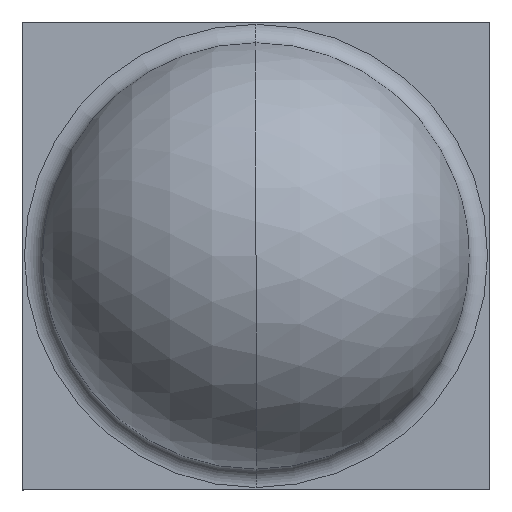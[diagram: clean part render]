
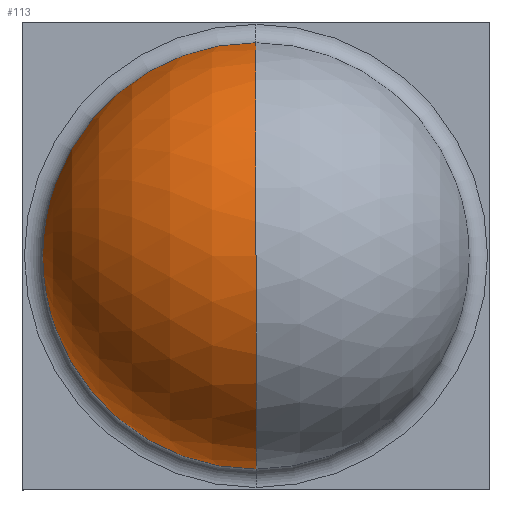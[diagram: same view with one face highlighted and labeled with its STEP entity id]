
A CAD part, top view. The second image highlights one B-rep face of the part: STEP entity #113.
In plain terms, the highlighted spherical face has radius 2.3 mm.
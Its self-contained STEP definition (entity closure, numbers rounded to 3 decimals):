
#23 = DIRECTION ( 'NONE',  ( 0., -1., 0. ) ) ;
#28 = DIRECTION ( 'NONE',  ( 0., 0., -1. ) ) ;
#42 = SPHERICAL_SURFACE ( 'NONE', #830, 2.3 ) ;
#56 = CIRCLE ( 'NONE', #95, 2.3 ) ;
#70 = CARTESIAN_POINT ( 'NONE',  ( 0., 1.207, 2.277 ) ) ;
#83 = DIRECTION ( 'NONE',  ( 0., 0., 1. ) ) ;
#91 = DIRECTION ( 'NONE',  ( 1., 0., 0. ) ) ;
#95 = AXIS2_PLACEMENT_3D ( 'NONE', #407, #703, #83 ) ;
#113 = ADVANCED_FACE ( 'NONE', ( #929 ), #42, .T. ) ;
#119 = VERTEX_POINT ( 'NONE', #722 ) ;
#212 = AXIS2_PLACEMENT_3D ( 'NONE', #1227, #292, #616 ) ;
#256 = EDGE_CURVE ( 'NONE', #119, #1004, #1130, .T. ) ;
#292 = DIRECTION ( 'NONE',  ( 1., 0., 0. ) ) ;
#296 = EDGE_CURVE ( 'NONE', #119, #699, #56, .T. ) ;
#407 = CARTESIAN_POINT ( 'NONE',  ( 0., 0.885, 0. ) ) ;
#473 = CARTESIAN_POINT ( 'NONE',  ( 0., 1.207, -2.277 ) ) ;
#516 = EDGE_LOOP ( 'NONE', ( #648, #801, #1341 ) ) ;
#556 = AXIS2_PLACEMENT_3D ( 'NONE', #757, #23, #28 ) ;
#616 = DIRECTION ( 'NONE',  ( 0., 0., -1. ) ) ;
#631 = DIRECTION ( 'NONE',  ( 0., 0., -1. ) ) ;
#648 = ORIENTED_EDGE ( 'NONE', *, *, #296, .F. ) ;
#699 = VERTEX_POINT ( 'NONE', #473 ) ;
#703 = DIRECTION ( 'NONE',  ( -1., 0., 0. ) ) ;
#722 = CARTESIAN_POINT ( 'NONE',  ( 0., 3.185, 0. ) ) ;
#757 = CARTESIAN_POINT ( 'NONE',  ( 0., 1.207, 0. ) ) ;
#801 = ORIENTED_EDGE ( 'NONE', *, *, #256, .T. ) ;
#830 = AXIS2_PLACEMENT_3D ( 'NONE', #1025, #91, #631 ) ;
#929 = FACE_OUTER_BOUND ( 'NONE', #516, .T. ) ;
#1004 = VERTEX_POINT ( 'NONE', #70 ) ;
#1025 = CARTESIAN_POINT ( 'NONE',  ( 0., 0.885, 0. ) ) ;
#1096 = CIRCLE ( 'NONE', #556, 2.277 ) ;
#1130 = CIRCLE ( 'NONE', #212, 2.3 ) ;
#1227 = CARTESIAN_POINT ( 'NONE',  ( 0., 0.885, 0. ) ) ;
#1332 = EDGE_CURVE ( 'NONE', #699, #1004, #1096, .T. ) ;
#1341 = ORIENTED_EDGE ( 'NONE', *, *, #1332, .F. ) ;
